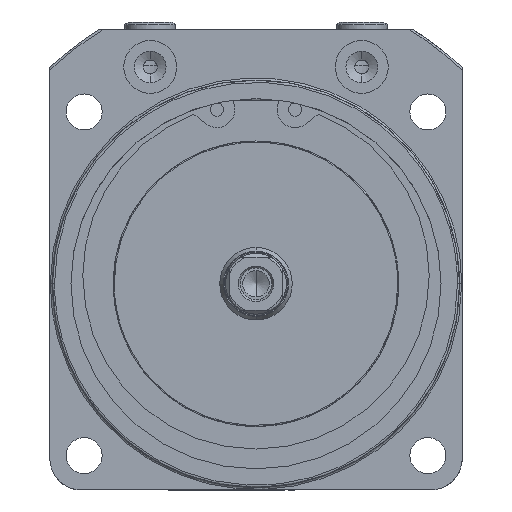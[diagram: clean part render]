
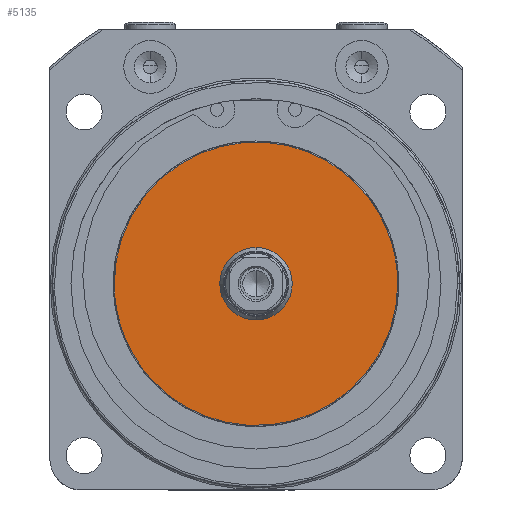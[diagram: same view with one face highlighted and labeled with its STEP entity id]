
A CAD part, front view. The second image highlights one B-rep face of the part: STEP entity #5135.
In plain terms, the highlighted planar face has unit normal (0, -1, 0).
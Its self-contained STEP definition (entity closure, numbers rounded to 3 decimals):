
#252 = AXIS2_PLACEMENT_3D ( 'NONE', #12563, #12593, #12591 ) ;
#617 = EDGE_CURVE ( 'NONE', #8314, #8148, #5087, .T. ) ;
#1435 = AXIS2_PLACEMENT_3D ( 'NONE', #7565, #7563, #7560 ) ;
#1771 = CIRCLE ( 'NONE', #2689, 6.85 ) ;
#1961 = CIRCLE ( 'NONE', #1435, 6.85 ) ;
#2689 = AXIS2_PLACEMENT_3D ( 'NONE', #3569, #3570, #3571 ) ;
#3237 = CARTESIAN_POINT ( 'NONE',  ( 6.85, -127.7, 0. ) ) ;
#3238 = CARTESIAN_POINT ( 'NONE',  ( -6.85, -127.7, 0. ) ) ;
#3386 = CARTESIAN_POINT ( 'NONE',  ( -26.8, -127.7, 0. ) ) ;
#3507 = CARTESIAN_POINT ( 'NONE',  ( 26.8, -127.7, 0. ) ) ;
#3569 = CARTESIAN_POINT ( 'NONE',  ( 0., -127.7, 0. ) ) ;
#3570 = DIRECTION ( 'NONE',  ( 0., -1., 0. ) ) ;
#3571 = DIRECTION ( 'NONE',  ( 1., 0., 0. ) ) ;
#5087 =( BOUNDED_CURVE ( )  B_SPLINE_CURVE ( 3, ( #12394, #12404, #12402, #12392 ),
 .UNSPECIFIED., .F., .T. ) 
 B_SPLINE_CURVE_WITH_KNOTS ( ( 4, 4 ),
 ( 0., 1. ),
 .UNSPECIFIED. ) 
 CURVE ( )  GEOMETRIC_REPRESENTATION_ITEM ( )  RATIONAL_B_SPLINE_CURVE ( ( 1., 0.333, 0.333, 1. ) ) 
 REPRESENTATION_ITEM ( '' )  );
#5119 =( BOUNDED_CURVE ( )  B_SPLINE_CURVE ( 3, ( #7577, #7578, #7567, #7566 ),
 .UNSPECIFIED., .F., .F. ) 
 B_SPLINE_CURVE_WITH_KNOTS ( ( 4, 4 ),
 ( 0., 1. ),
 .UNSPECIFIED. ) 
 CURVE ( )  GEOMETRIC_REPRESENTATION_ITEM ( )  RATIONAL_B_SPLINE_CURVE ( ( 1., 0.333, 0.333, 1. ) ) 
 REPRESENTATION_ITEM ( '' )  );
#5135 = ADVANCED_FACE ( 'NONE', ( #10219, #10214 ), #12595, .F. ) ;
#5741 = EDGE_CURVE ( 'NONE', #8148, #8314, #5119, .T. ) ;
#5742 = EDGE_CURVE ( 'NONE', #7999, #8000, #1961, .T. ) ;
#7560 = DIRECTION ( 'NONE',  ( 1., 0., 0. ) ) ;
#7563 = DIRECTION ( 'NONE',  ( 0., -1., 0. ) ) ;
#7565 = CARTESIAN_POINT ( 'NONE',  ( 0., -127.7, 0. ) ) ;
#7566 = CARTESIAN_POINT ( 'NONE',  ( 26.8, -127.7, 0. ) ) ;
#7567 = CARTESIAN_POINT ( 'NONE',  ( 26.8, -127.7, 53.6 ) ) ;
#7577 = CARTESIAN_POINT ( 'NONE',  ( -26.8, -127.7, 0. ) ) ;
#7578 = CARTESIAN_POINT ( 'NONE',  ( -26.8, -127.7, 53.6 ) ) ;
#7999 = VERTEX_POINT ( 'NONE', #3237 ) ;
#8000 = VERTEX_POINT ( 'NONE', #3238 ) ;
#8148 = VERTEX_POINT ( 'NONE', #3386 ) ;
#8314 = VERTEX_POINT ( 'NONE', #3507 ) ;
#8475 = EDGE_CURVE ( 'NONE', #8000, #7999, #1771, .T. ) ;
#10214 = FACE_OUTER_BOUND ( 'NONE', #10463, .T. ) ;
#10219 = FACE_BOUND ( 'NONE', #10555, .T. ) ;
#10463 = EDGE_LOOP ( 'NONE', ( #11841, #11834 ) ) ;
#10555 = EDGE_LOOP ( 'NONE', ( #11849, #11850 ) ) ;
#11834 = ORIENTED_EDGE ( 'NONE', *, *, #5741, .F. ) ;
#11841 = ORIENTED_EDGE ( 'NONE', *, *, #617, .F. ) ;
#11849 = ORIENTED_EDGE ( 'NONE', *, *, #5742, .F. ) ;
#11850 = ORIENTED_EDGE ( 'NONE', *, *, #8475, .F. ) ;
#12392 = CARTESIAN_POINT ( 'NONE',  ( -26.8, -127.7, 0. ) ) ;
#12394 = CARTESIAN_POINT ( 'NONE',  ( 26.8, -127.7, 0. ) ) ;
#12402 = CARTESIAN_POINT ( 'NONE',  ( -26.8, -127.7, -53.6 ) ) ;
#12404 = CARTESIAN_POINT ( 'NONE',  ( 26.8, -127.7, -53.6 ) ) ;
#12563 = CARTESIAN_POINT ( 'NONE',  ( -26.8, -127.7, 0. ) ) ;
#12591 = DIRECTION ( 'NONE',  ( -1., 0., 0. ) ) ;
#12593 = DIRECTION ( 'NONE',  ( 0., 1., 0. ) ) ;
#12595 = PLANE ( 'NONE',  #252 ) ;
